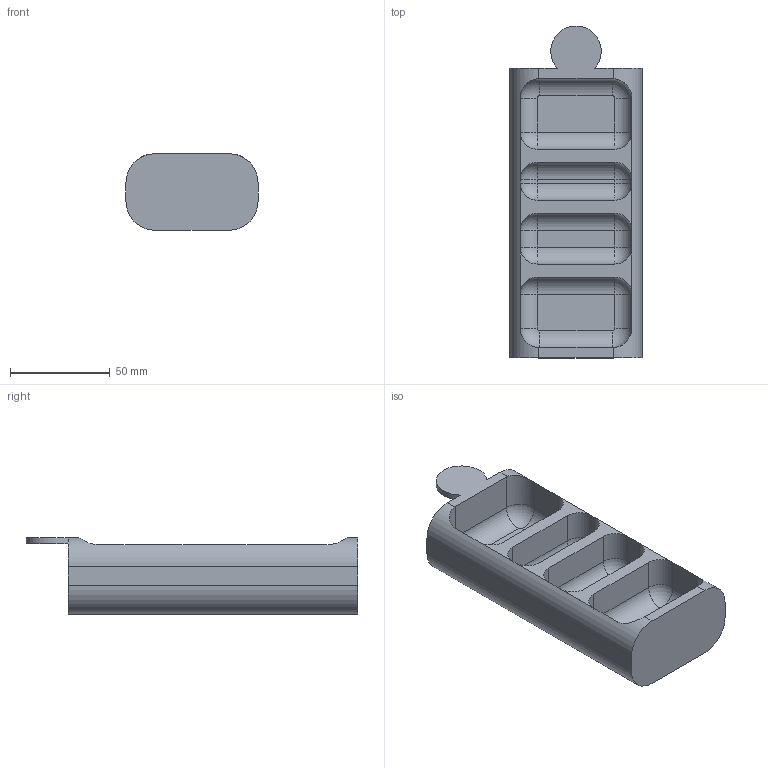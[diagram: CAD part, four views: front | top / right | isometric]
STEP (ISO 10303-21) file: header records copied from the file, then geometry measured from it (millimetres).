
FILE_DESCRIPTION(/* description */ ('STEP AP242','CAx-IF Rec.Pracs.---Representation and Presentation of Product Manufacturing Information (PMI)---4.0---2014-10-13','CAx-IF Rec.Pracs.---3D Tessellated Geometry---0.4---2014-09-14','2;1'),/* implementation_level */ '2;1');
FILE_NAME(/* name */ '66b431ca2ca1794ce77d2c36',/* time_stamp */ '2024-08-08T02:47:39Z',/* author */ (''),/* organization */ (''),/* preprocessor_version */ 'ST-DEVELOPER v20',/* originating_system */ ' ',/* authorisation */ ' ');
FILE_SCHEMA (('AP242_MANAGED_MODEL_BASED_3D_ENGINEERING_MIM_LF { 1 0 10303 442 1 1 4 }'));
Length unit declared in the file: metre
Products named in the file (1): Part 1
Bounding box: 66.29 x 166.55 x 38.35 mm (x, y, z)
Volume: 181244.4 mm3; surface area: 45139.6 mm2
Topology: 1 solids, 1 shells, 90 faces, 220 edges, 120 vertices
Faces by surface type: plane 37, cylinder 37, sphere 12, torus 4
Entity records: 2540 total; most frequent: DIRECTION 464, CARTESIAN_POINT 443, ORIENTED_EDGE 416, EDGE_CURVE 208, AXIS2_PLACEMENT_3D 169, LINE 126, VECTOR 126, VERTEX_POINT 120
